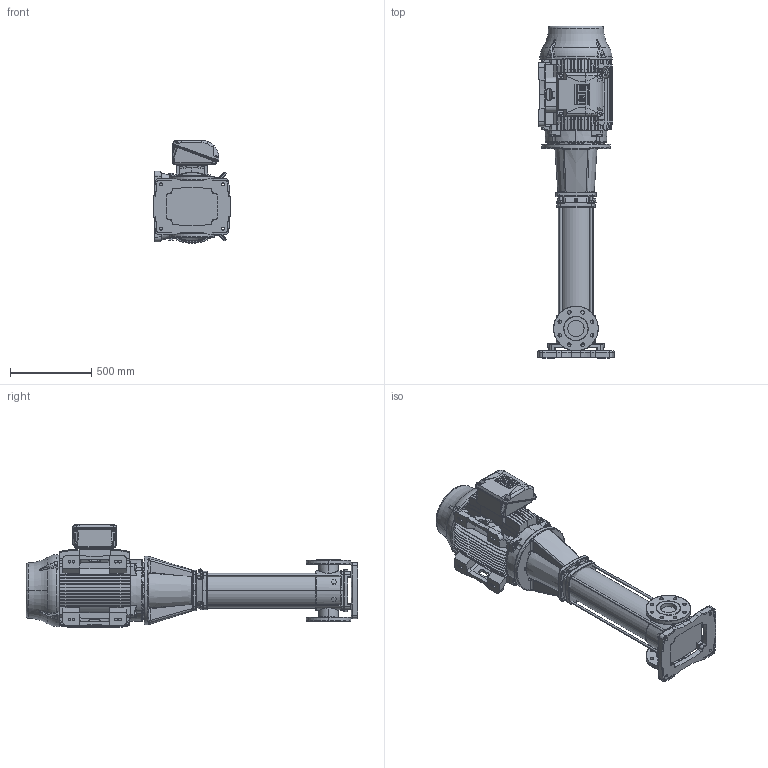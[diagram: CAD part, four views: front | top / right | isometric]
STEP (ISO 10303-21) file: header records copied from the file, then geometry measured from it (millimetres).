
FILE_DESCRIPTION (( 'STEP AP203' ), '1' );
FILE_NAME ('3303162 - MVI-600-4_2-75 HP-365TSC-304-E-230_460~3.step', '2022-03-30T20:20:55', ( '' ), ( '' ), 'SwSTEP 2.0', 'SolidWorks 2021', '' );
FILE_SCHEMA (( 'CONFIG_CONTROL_DESIGN' ));
Products named in the file (5): 2704075 - NEMA V2 75HP 3645TSC 230460~3 TEFC; MVI PEO - [304-EPDM]_3304162 - MVI-600-4_2-75 HP-365TSC-304-E-S; 3303162 - MVI-600-4_2-75 HP-365TSC-304-E-230_460~3; TEFC MOTOR_2704075 - NEMA V2 75HP 3645TSC 230460~3 TEFC; SBI(N)120-4-2
Assembly tree (4 placements, depth 3):
  3303162 - MVI-600-4_2-75 HP-365TSC-304-E-230_460~3
    MVI PEO - [304-EPDM]_3304162 - MVI-600-4_2-75 HP-365TSC-304-E-S
      SBI(N)120-4-2
    TEFC MOTOR_2704075 - NEMA V2 75HP 3645TSC 230460~3 TEFC
      2704075 - NEMA V2 75HP 3645TSC 230460~3 TEFC
Bounding box: 471.31 x 2043.81 x 634.31 mm (x, y, z)
Volume: 172277821.2 mm3; surface area: 5735432.3 mm2
Topology: 8 solids, 39 shells, 4192 faces, 10901 edges, 6820 vertices
Faces by surface type: plane 1447, bspline 915, cylinder 851, cone 807, torus 138, sphere 34
Entity records: 199954 total; most frequent: CARTESIAN_POINT 105496, ORIENTED_EDGE 21546, DIRECTION 17160, EDGE_CURVE 10773, VERTEX_POINT 6817, AXIS2_PLACEMENT_3D 6471, EDGE_LOOP 4480, VECTOR 4218
